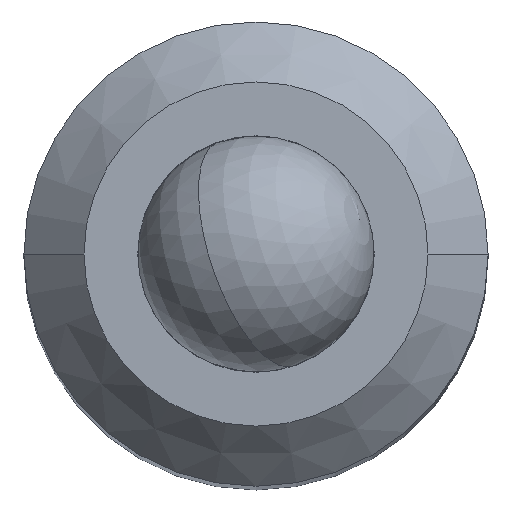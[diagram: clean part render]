
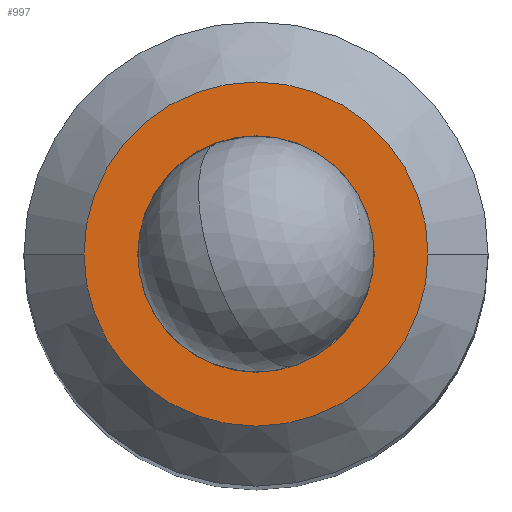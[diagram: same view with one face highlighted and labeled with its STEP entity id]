
A CAD part, top view. The second image highlights one B-rep face of the part: STEP entity #997.
In plain terms, the highlighted planar face has unit normal (0, 0, 1).
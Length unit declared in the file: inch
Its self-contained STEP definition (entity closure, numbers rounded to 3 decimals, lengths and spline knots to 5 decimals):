
#26 = AXIS2_PLACEMENT_3D ( 'NONE', #427, #414, #1229 ) ;
#32 = CIRCLE ( 'NONE', #751, 0.01969 ) ;
#60 = EDGE_CURVE ( 'NONE', #975, #839, #681, .T. ) ;
#117 = DIRECTION ( 'NONE',  ( 1., 0., 0. ) ) ;
#158 = CIRCLE ( 'NONE', #718, 0.02866 ) ;
#170 = FACE_OUTER_BOUND ( 'NONE', #1273, .T. ) ;
#172 = VERTEX_POINT ( 'NONE', #500 ) ;
#310 = VERTEX_POINT ( 'NONE', #1121 ) ;
#403 = DIRECTION ( 'NONE',  ( 1., 0., 0. ) ) ;
#413 = CARTESIAN_POINT ( 'NONE',  ( -1.50867, 0.14959, 0.90035 ) ) ;
#414 = DIRECTION ( 'NONE',  ( 0., 0., 1. ) ) ;
#427 = CARTESIAN_POINT ( 'NONE',  ( -1.53733, 0.14959, 0.90035 ) ) ;
#476 = DIRECTION ( 'NONE',  ( 1., 0., 0. ) ) ;
#500 = CARTESIAN_POINT ( 'NONE',  ( -1.51765, 0.14959, 0.90035 ) ) ;
#504 = DIRECTION ( 'NONE',  ( 0., 0., 1. ) ) ;
#511 = AXIS2_PLACEMENT_3D ( 'NONE', #1034, #504, #117 ) ;
#539 = ORIENTED_EDGE ( 'NONE', *, *, #1069, .F. ) ;
#553 = EDGE_CURVE ( 'NONE', #172, #310, #32, .T. ) ;
#570 = DIRECTION ( 'NONE',  ( 0., 0., 1. ) ) ;
#669 = EDGE_LOOP ( 'NONE', ( #754, #539 ) ) ;
#681 = CIRCLE ( 'NONE', #1267, 0.02866 ) ;
#718 = AXIS2_PLACEMENT_3D ( 'NONE', #1203, #810, #403 ) ;
#751 = AXIS2_PLACEMENT_3D ( 'NONE', #756, #570, #1070 ) ;
#754 = ORIENTED_EDGE ( 'NONE', *, *, #553, .F. ) ;
#756 = CARTESIAN_POINT ( 'NONE',  ( -1.53733, 0.14959, 0.90035 ) ) ;
#792 = FACE_BOUND ( 'NONE', #669, .T. ) ;
#810 = DIRECTION ( 'NONE',  ( 0., 0., 1. ) ) ;
#839 = VERTEX_POINT ( 'NONE', #1276 ) ;
#851 = ORIENTED_EDGE ( 'NONE', *, *, #60, .T. ) ;
#906 = EDGE_CURVE ( 'NONE', #839, #975, #158, .T. ) ;
#909 = CIRCLE ( 'NONE', #26, 0.01969 ) ;
#957 = ORIENTED_EDGE ( 'NONE', *, *, #906, .T. ) ;
#975 = VERTEX_POINT ( 'NONE', #413 ) ;
#996 = DIRECTION ( 'NONE',  ( 0., 0., 1. ) ) ;
#997 = ADVANCED_FACE ( 'NONE', ( #170, #792 ), #1195, .T. ) ;
#1034 = CARTESIAN_POINT ( 'NONE',  ( -1.53733, 0.14959, 0.90035 ) ) ;
#1069 = EDGE_CURVE ( 'NONE', #310, #172, #909, .T. ) ;
#1070 = DIRECTION ( 'NONE',  ( 1., 0., 0. ) ) ;
#1097 = CARTESIAN_POINT ( 'NONE',  ( -1.53733, 0.14959, 0.90035 ) ) ;
#1121 = CARTESIAN_POINT ( 'NONE',  ( -1.55702, 0.14959, 0.90035 ) ) ;
#1195 = PLANE ( 'NONE',  #511 ) ;
#1203 = CARTESIAN_POINT ( 'NONE',  ( -1.53733, 0.14959, 0.90035 ) ) ;
#1229 = DIRECTION ( 'NONE',  ( 1., 0., 0. ) ) ;
#1267 = AXIS2_PLACEMENT_3D ( 'NONE', #1097, #996, #476 ) ;
#1273 = EDGE_LOOP ( 'NONE', ( #957, #851 ) ) ;
#1276 = CARTESIAN_POINT ( 'NONE',  ( -1.56599, 0.14959, 0.90035 ) ) ;
